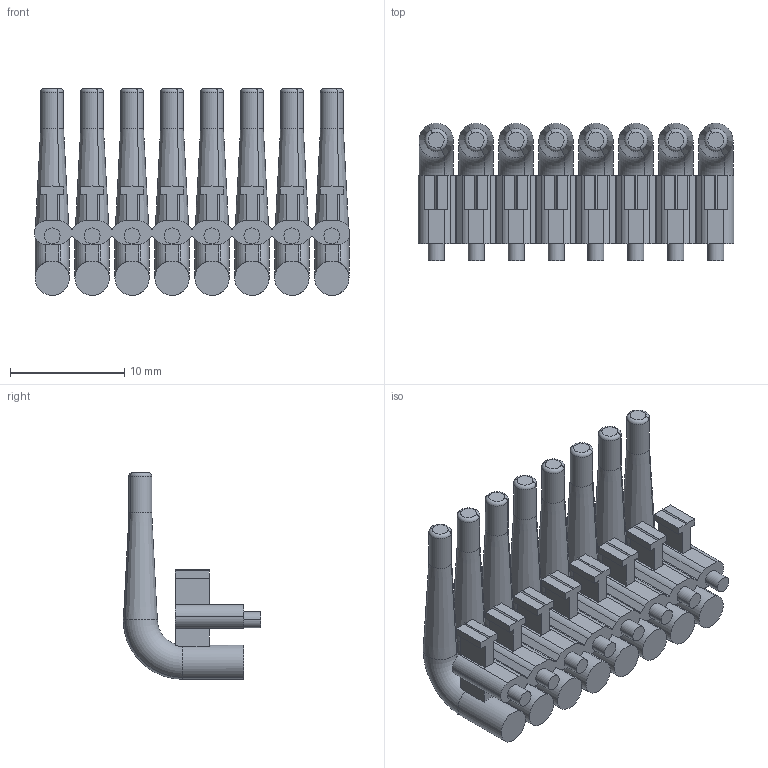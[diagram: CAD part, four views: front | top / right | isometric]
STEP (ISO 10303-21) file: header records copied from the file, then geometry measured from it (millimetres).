
FILE_DESCRIPTION(('CATIA V5 STEP Exchange','CAx-IF Rec.Pracs.--- Model Styling and Organization---1.2---2011-12-15'),'2;1');
FILE_NAME ('D1453075_0_1597510000_1597510000.stp','2018-10-16T16:56:20+00:00',('none'),('Weidmueller'),'CATIA Version 5-6 Release 2014','CATIA V5 STEP AP214','none');
FILE_SCHEMA(('AUTOMOTIVE_DESIGN { 1 0 10303 214 1 1 1 1 }'));
Length unit declared in the file: millimetre
Products named in the file (1): 1597510000
Bounding box: 27.62 x 12.05 x 18.1 mm (x, y, z)
Volume: 1523.1 mm3; surface area: 2514.2 mm2
Topology: 1 solids, 1 shells, 375 faces, 1041 edges, 676 vertices
Faces by surface type: plane 193, cylinder 126, torus 40, cone 16
Entity records: 11132 total; most frequent: CARTESIAN_POINT 2171, ORIENTED_EDGE 2082, DIRECTION 1475, EDGE_CURVE 1041, VERTEX_POINT 676, VECTOR 621, LINE 621, AXIS2_PLACEMENT_3D 610
